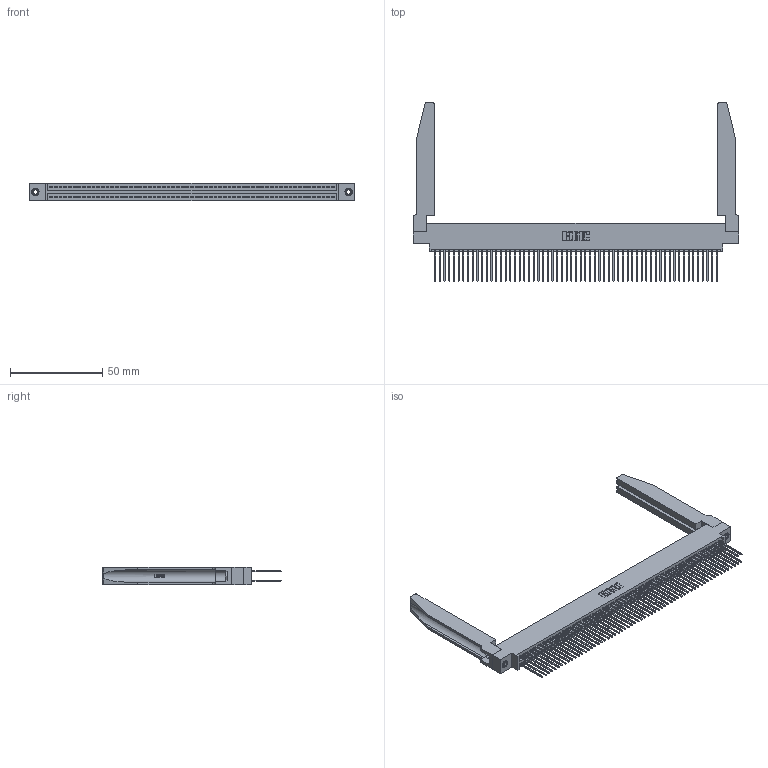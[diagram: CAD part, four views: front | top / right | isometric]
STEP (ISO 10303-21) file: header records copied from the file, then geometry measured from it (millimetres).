
FILE_DESCRIPTION (( 'STEP AP203' ), '1' );
FILE_NAME ('395-122-542-878.STEP', '2019-10-28T08:25:57', ( '' ), ( '' ), 'SwSTEP 2.0', 'SolidWorks 2016', '' );
FILE_SCHEMA (( 'CONFIG_CONTROL_DESIGN' ));
Length unit declared in the file: inch
Products named in the file (5): 345 Part_0.170 Offset - 0.156 Dia-TH; 345-292-001_345-293-142; 345-250-001_345-250-001-102; 345-220-078_345-220-078; 395-122-542-878
Assembly tree (127 placements, depth 2):
  395-122-542-878
    345 Part_0.170 Offset - 0.156 Dia-TH
    345-292-001_345-293-142  x122
    345-250-001_345-250-001-102  x2
    345-220-078_345-220-078  x2
Bounding box: 176.17 x 96.57 x 9.4 mm (x, y, z)
Volume: 25515.9 mm3; surface area: 36238.4 mm2
Topology: 127 solids, 127 shells, 6464 faces, 19139 edges, 12586 vertices
Faces by surface type: plane 4252, cylinder 2160, bspline 36, cone 12, torus 4
Entity records: 50194 total; most frequent: CARTESIAN_POINT 9315, ORIENTED_EDGE 8146, DIRECTION 7183, EDGE_CURVE 4073, LINE 3603, VECTOR 3603, VERTEX_POINT 2708, AXIS2_PLACEMENT_3D 1790
